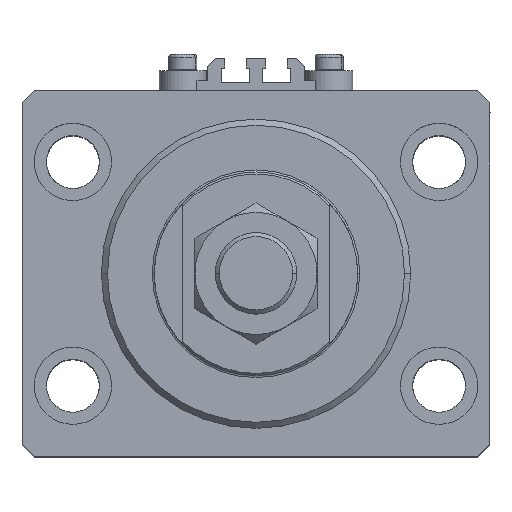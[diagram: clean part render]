
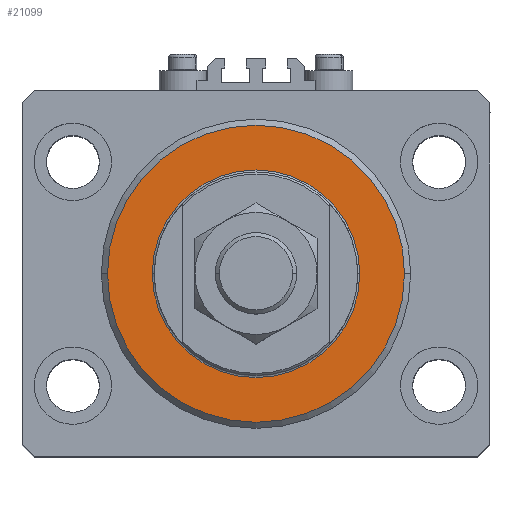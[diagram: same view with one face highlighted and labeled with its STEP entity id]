
A CAD part, top view. The second image highlights one B-rep face of the part: STEP entity #21099.
In plain terms, the highlighted face is planar.
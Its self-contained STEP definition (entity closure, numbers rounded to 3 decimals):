
#412 = VERTEX_POINT ( 'NONE', #19582 ) ;
#1935 = CARTESIAN_POINT ( 'NONE',  ( 0., 0., 0. ) ) ;
#1943 = AXIS2_PLACEMENT_3D ( 'NONE', #3163, #10532, #6716 ) ;
#2248 = DIRECTION ( 'NONE',  ( 1., 0., 0. ) ) ;
#3163 = CARTESIAN_POINT ( 'NONE',  ( 0., 0., 0. ) ) ;
#3394 = CIRCLE ( 'NONE', #33439, 25.5 ) ;
#4294 = AXIS2_PLACEMENT_3D ( 'NONE', #9427, #25157, #13988 ) ;
#6653 = AXIS2_PLACEMENT_3D ( 'NONE', #1935, #17416, #35992 ) ;
#6716 = DIRECTION ( 'NONE',  ( 1., 0., 0. ) ) ;
#9110 = CARTESIAN_POINT ( 'NONE',  ( 0., 0., 0. ) ) ;
#9427 = CARTESIAN_POINT ( 'NONE',  ( 0., 0., 0. ) ) ;
#10532 = DIRECTION ( 'NONE',  ( 0., 0., 1. ) ) ;
#11360 = VERTEX_POINT ( 'NONE', #43792 ) ;
#12960 = EDGE_LOOP ( 'NONE', ( #45207, #36528 ) ) ;
#13212 = EDGE_CURVE ( 'NONE', #412, #13959, #3394, .T. ) ;
#13484 = EDGE_CURVE ( 'NONE', #39477, #11360, #35057, .T. ) ;
#13959 = VERTEX_POINT ( 'NONE', #17853 ) ;
#13988 = DIRECTION ( 'NONE',  ( 1., 0., 0. ) ) ;
#17416 = DIRECTION ( 'NONE',  ( 0., 0., -1. ) ) ;
#17853 = CARTESIAN_POINT ( 'NONE',  ( -25.5, 0., 0. ) ) ;
#19122 = EDGE_CURVE ( 'NONE', #13959, #412, #39992, .T. ) ;
#19582 = CARTESIAN_POINT ( 'NONE',  ( 25.5, 0., 0. ) ) ;
#19906 = ORIENTED_EDGE ( 'NONE', *, *, #13212, .T. ) ;
#21084 = CARTESIAN_POINT ( 'NONE',  ( 36.5, 0., 0. ) ) ;
#21099 = ADVANCED_FACE ( 'NONE', ( #29845, #49416 ), #26514, .F. ) ;
#23924 = EDGE_LOOP ( 'NONE', ( #19906, #40385 ) ) ;
#25157 = DIRECTION ( 'NONE',  ( 0., 0., 1. ) ) ;
#26514 = PLANE ( 'NONE',  #1943 ) ;
#26823 = CARTESIAN_POINT ( 'NONE',  ( 0., 0., 0. ) ) ;
#29845 = FACE_BOUND ( 'NONE', #23924, .T. ) ;
#30681 = AXIS2_PLACEMENT_3D ( 'NONE', #26823, #33974, #34714 ) ;
#31357 = EDGE_CURVE ( 'NONE', #11360, #39477, #42030, .T. ) ;
#33439 = AXIS2_PLACEMENT_3D ( 'NONE', #9110, #40110, #2248 ) ;
#33974 = DIRECTION ( 'NONE',  ( 0., 0., -1. ) ) ;
#34714 = DIRECTION ( 'NONE',  ( 1., 0., 0. ) ) ;
#35057 = CIRCLE ( 'NONE', #6653, 36.5 ) ;
#35992 = DIRECTION ( 'NONE',  ( 1., 0., 0. ) ) ;
#36528 = ORIENTED_EDGE ( 'NONE', *, *, #31357, .T. ) ;
#39477 = VERTEX_POINT ( 'NONE', #21084 ) ;
#39992 = CIRCLE ( 'NONE', #4294, 25.5 ) ;
#40110 = DIRECTION ( 'NONE',  ( 0., 0., 1. ) ) ;
#40385 = ORIENTED_EDGE ( 'NONE', *, *, #19122, .T. ) ;
#42030 = CIRCLE ( 'NONE', #30681, 36.5 ) ;
#43792 = CARTESIAN_POINT ( 'NONE',  ( -36.5, 0., 0. ) ) ;
#45207 = ORIENTED_EDGE ( 'NONE', *, *, #13484, .T. ) ;
#49416 = FACE_OUTER_BOUND ( 'NONE', #12960, .T. ) ;
